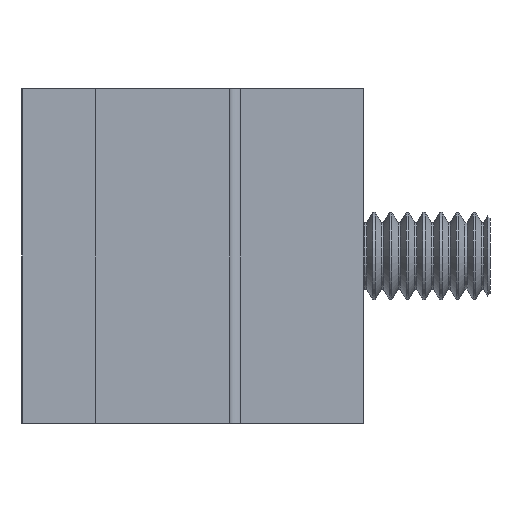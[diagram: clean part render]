
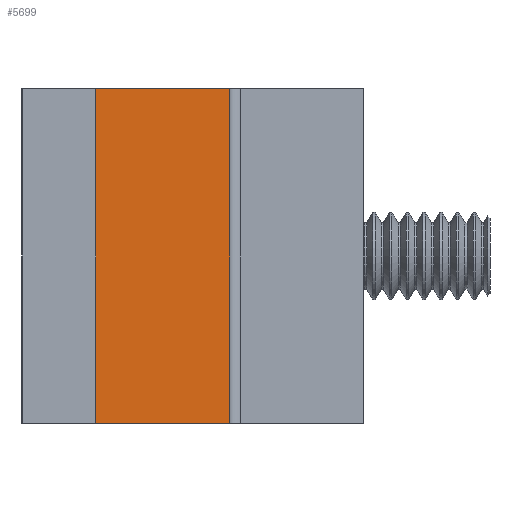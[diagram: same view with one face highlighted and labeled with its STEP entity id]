
A CAD part, left-side view. The second image highlights one B-rep face of the part: STEP entity #5699.
In plain terms, the highlighted planar face has unit normal (-1, 0, 0).
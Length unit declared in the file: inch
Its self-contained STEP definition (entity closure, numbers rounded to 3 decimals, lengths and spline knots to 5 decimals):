
#303 = CARTESIAN_POINT ( 'NONE',  ( -0.5625, 0., 0.3125 ) ) ;
#436 = ORIENTED_EDGE ( 'NONE', *, *, #6692, .F. ) ;
#670 = EDGE_LOOP ( 'NONE', ( #2263, #436, #5231, #2931 ) ) ;
#1425 = VECTOR ( 'NONE', #5642, 39.37008 ) ;
#1535 = DIRECTION ( 'NONE',  ( 0., 0., -1. ) ) ;
#1632 = CARTESIAN_POINT ( 'NONE',  ( -0.5625, -0.25, 0.3125 ) ) ;
#1895 = FACE_OUTER_BOUND ( 'NONE', #670, .T. ) ;
#2120 = LINE ( 'NONE', #5896, #2476 ) ;
#2263 = ORIENTED_EDGE ( 'NONE', *, *, #3369, .T. ) ;
#2367 = LINE ( 'NONE', #303, #7301 ) ;
#2440 = VERTEX_POINT ( 'NONE', #7281 ) ;
#2476 = VECTOR ( 'NONE', #3012, 39.37008 ) ;
#2494 = EDGE_CURVE ( 'NONE', #3958, #7071, #4468, .T. ) ;
#2578 = LINE ( 'NONE', #3377, #6988 ) ;
#2931 = ORIENTED_EDGE ( 'NONE', *, *, #4579, .T. ) ;
#3012 = DIRECTION ( 'NONE',  ( 0., -1., 0. ) ) ;
#3217 = PLANE ( 'NONE',  #5865 ) ;
#3369 = EDGE_CURVE ( 'NONE', #5764, #2440, #2120, .T. ) ;
#3377 = CARTESIAN_POINT ( 'NONE',  ( -0.5625, -0.25, 0.3125 ) ) ;
#3751 = CARTESIAN_POINT ( 'NONE',  ( -0.5625, -0.25, 0.3125 ) ) ;
#3958 = VERTEX_POINT ( 'NONE', #6383 ) ;
#3962 = DIRECTION ( 'NONE',  ( 0., 0., -1. ) ) ;
#4297 = DIRECTION ( 'NONE',  ( 0., 0., -1. ) ) ;
#4468 = LINE ( 'NONE', #1632, #1425 ) ;
#4579 = EDGE_CURVE ( 'NONE', #3958, #5764, #2367, .T. ) ;
#4971 = DIRECTION ( 'NONE',  ( 1., 0., 0. ) ) ;
#5231 = ORIENTED_EDGE ( 'NONE', *, *, #2494, .F. ) ;
#5628 = CARTESIAN_POINT ( 'NONE',  ( -0.5625, 0., -0.3125 ) ) ;
#5642 = DIRECTION ( 'NONE',  ( 0., -1., 0. ) ) ;
#5699 = ADVANCED_FACE ( 'NONE', ( #1895 ), #3217, .F. ) ;
#5764 = VERTEX_POINT ( 'NONE', #5628 ) ;
#5865 = AXIS2_PLACEMENT_3D ( 'NONE', #6671, #4971, #1535 ) ;
#5896 = CARTESIAN_POINT ( 'NONE',  ( -0.5625, -0.25, -0.3125 ) ) ;
#6383 = CARTESIAN_POINT ( 'NONE',  ( -0.5625, 0., 0.3125 ) ) ;
#6671 = CARTESIAN_POINT ( 'NONE',  ( -0.5625, -0.25, 0.3125 ) ) ;
#6692 = EDGE_CURVE ( 'NONE', #7071, #2440, #2578, .T. ) ;
#6988 = VECTOR ( 'NONE', #3962, 39.37008 ) ;
#7071 = VERTEX_POINT ( 'NONE', #3751 ) ;
#7281 = CARTESIAN_POINT ( 'NONE',  ( -0.5625, -0.25, -0.3125 ) ) ;
#7301 = VECTOR ( 'NONE', #4297, 39.37008 ) ;
